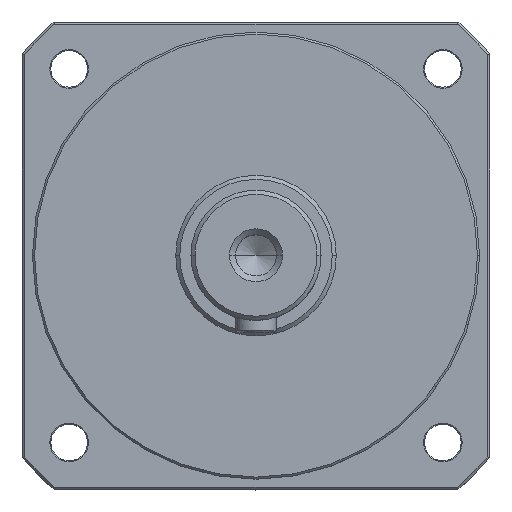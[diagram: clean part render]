
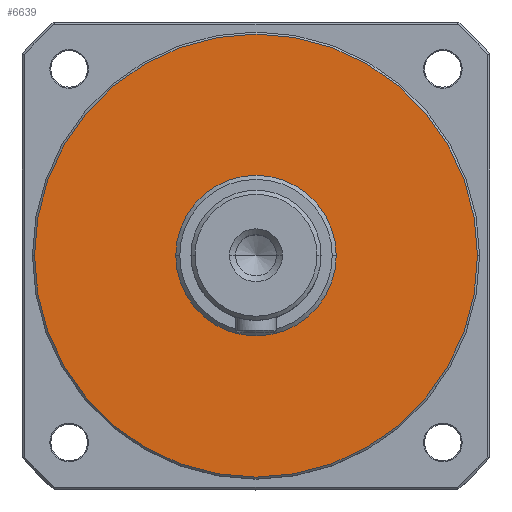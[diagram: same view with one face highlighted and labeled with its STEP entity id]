
A CAD part, top view. The second image highlights one B-rep face of the part: STEP entity #6639.
In plain terms, the highlighted planar face has unit normal (0, 0, 1).
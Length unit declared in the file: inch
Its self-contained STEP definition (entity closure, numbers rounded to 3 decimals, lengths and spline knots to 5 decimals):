
#89 = CIRCLE ( 'NONE', #1459, 0.77756 ) ;
#122 = AXIS2_PLACEMENT_3D ( 'NONE', #4174, #632, #2097 ) ;
#213 = DIRECTION ( 'NONE',  ( 0., 0., -1. ) ) ;
#372 = DIRECTION ( 'NONE',  ( 1., 0., 0. ) ) ;
#467 = EDGE_LOOP ( 'NONE', ( #4609, #2429 ) ) ;
#632 = DIRECTION ( 'NONE',  ( 0., 0., 1. ) ) ;
#967 = DIRECTION ( 'NONE',  ( 0., 0., -1. ) ) ;
#1073 = FACE_BOUND ( 'NONE', #5517, .T. ) ;
#1074 = EDGE_CURVE ( 'NONE', #7792, #6139, #89, .T. ) ;
#1459 = AXIS2_PLACEMENT_3D ( 'NONE', #8814, #6702, #372 ) ;
#1567 = VERTEX_POINT ( 'NONE', #4569 ) ;
#1691 = ORIENTED_EDGE ( 'NONE', *, *, #3368, .T. ) ;
#1817 = EDGE_CURVE ( 'NONE', #1567, #3683, #5988, .T. ) ;
#2097 = DIRECTION ( 'NONE',  ( -1., 0., 0. ) ) ;
#2198 = CIRCLE ( 'NONE', #6664, 0.77756 ) ;
#2329 = CARTESIAN_POINT ( 'NONE',  ( 0.47181, -0.67823, 1.6873 ) ) ;
#2429 = ORIENTED_EDGE ( 'NONE', *, *, #4639, .F. ) ;
#2722 = CARTESIAN_POINT ( 'NONE',  ( -1.67386, -0.67823, 1.6873 ) ) ;
#3172 = CIRCLE ( 'NONE', #5387, 2.14567 ) ;
#3215 = CARTESIAN_POINT ( 'NONE',  ( -0.30575, -0.67823, 1.6873 ) ) ;
#3368 = EDGE_CURVE ( 'NONE', #6139, #7792, #2198, .T. ) ;
#3397 = CARTESIAN_POINT ( 'NONE',  ( 1.24937, -0.67823, 1.6873 ) ) ;
#3636 = DIRECTION ( 'NONE',  ( 1., 0., 0. ) ) ;
#3649 = ORIENTED_EDGE ( 'NONE', *, *, #1074, .T. ) ;
#3683 = VERTEX_POINT ( 'NONE', #2722 ) ;
#4174 = CARTESIAN_POINT ( 'NONE',  ( 0.47181, -2.8239, 1.6873 ) ) ;
#4199 = AXIS2_PLACEMENT_3D ( 'NONE', #2329, #967, #8023 ) ;
#4427 = CARTESIAN_POINT ( 'NONE',  ( 0.47181, -0.67823, 1.6873 ) ) ;
#4569 = CARTESIAN_POINT ( 'NONE',  ( 2.61748, -0.67823, 1.6873 ) ) ;
#4582 = FACE_OUTER_BOUND ( 'NONE', #467, .T. ) ;
#4609 = ORIENTED_EDGE ( 'NONE', *, *, #1817, .F. ) ;
#4639 = EDGE_CURVE ( 'NONE', #3683, #1567, #3172, .T. ) ;
#5387 = AXIS2_PLACEMENT_3D ( 'NONE', #8637, #8770, #5844 ) ;
#5517 = EDGE_LOOP ( 'NONE', ( #3649, #1691 ) ) ;
#5844 = DIRECTION ( 'NONE',  ( 1., 0., 0. ) ) ;
#5988 = CIRCLE ( 'NONE', #4199, 2.14567 ) ;
#6139 = VERTEX_POINT ( 'NONE', #3215 ) ;
#6338 = PLANE ( 'NONE',  #122 ) ;
#6639 = ADVANCED_FACE ( 'NONE', ( #1073, #4582 ), #6338, .T. ) ;
#6664 = AXIS2_PLACEMENT_3D ( 'NONE', #4427, #213, #3636 ) ;
#6702 = DIRECTION ( 'NONE',  ( 0., 0., -1. ) ) ;
#7792 = VERTEX_POINT ( 'NONE', #3397 ) ;
#8023 = DIRECTION ( 'NONE',  ( 1., 0., 0. ) ) ;
#8637 = CARTESIAN_POINT ( 'NONE',  ( 0.47181, -0.67823, 1.6873 ) ) ;
#8770 = DIRECTION ( 'NONE',  ( 0., 0., -1. ) ) ;
#8814 = CARTESIAN_POINT ( 'NONE',  ( 0.47181, -0.67823, 1.6873 ) ) ;
